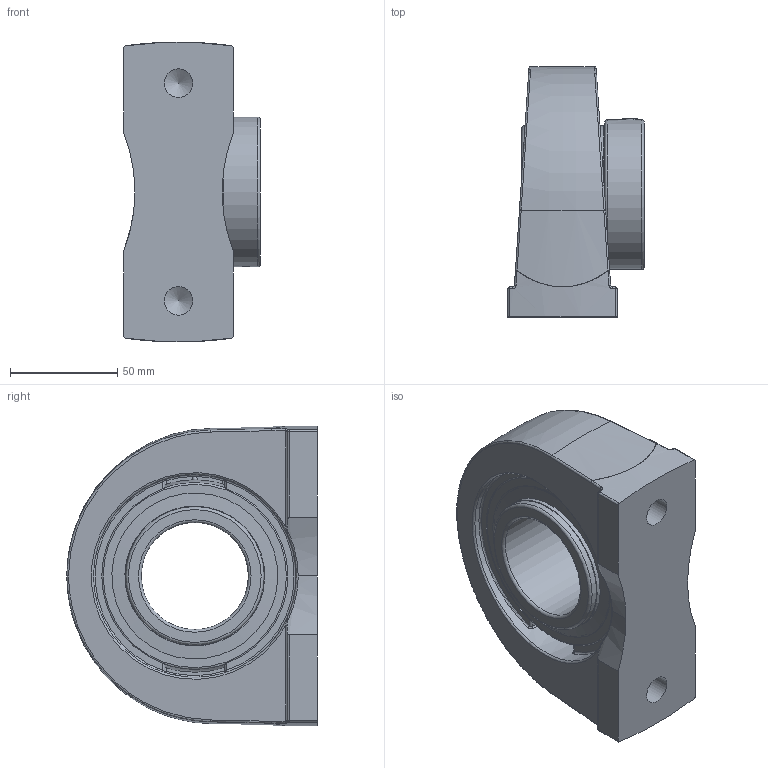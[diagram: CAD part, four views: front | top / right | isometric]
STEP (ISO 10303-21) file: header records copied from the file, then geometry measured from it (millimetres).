
FILE_DESCRIPTION(('HOOPS Exchange Step'),'2;1');
FILE_NAME('export-8907036F-CC25-481E-B003-B6866BB7B644.stp','2020-05-20T14:32:37-07:00',('dkerr'),('Alibre'),'HOOPS Exchange 2020.0','Alibre','Unknown authorisation');
FILE_SCHEMA( ('AP242_MANAGED_MODEL_BASED_3D_ENGINEERING_MIM_LF {1 0 10303 442 1 1 4 }') );
Length unit declared in the file: inch
Products named in the file (8): MRN SPAM 210 L4L; SNC 210 (Ball Bearing); SNC 210 (Shield); SNC 210 (Setscrew); SNC 210 (Collar); SNC 210 L4L (50mm) (Race); MRN SNC 210 L4L (50mm); MRN SNCSPAM 210 L4L (50mm)
Assembly tree (8 placements, depth 3):
  MRN SNCSPAM 210 L4L (50mm)
    MRN SPAM 210 L4L
    MRN SNC 210 L4L (50mm)
      SNC 210 (Ball Bearing)
      SNC 210 (Shield)  x2
      SNC 210 (Setscrew)
      SNC 210 (Collar)
      SNC 210 L4L (50mm) (Race)
Bounding box: 63.59 x 117 x 140 mm (x, y, z)
Volume: 421380.2 mm3; surface area: 105637.3 mm2
Topology: 17 solids, 17 shells, 180 faces, 473 edges, 299 vertices
Faces by surface type: cylinder 52, plane 42, bspline 26, sphere 24, torus 22, cone 14
Full cylindrical faces by diameter (mm): 6.782 x3, 13.386 x2, 50 x2, 59.385 x2, 64.516 x4, 65.278 x2, 69.901 x1, 76.2 x2, 77.47 x2, 94.741 x2, 100.1 x1
Entity records: 10895 total; most frequent: CARTESIAN_POINT 6563, DIRECTION 894, ORIENTED_EDGE 838, EDGE_CURVE 419, AXIS2_PLACEMENT_3D 393, VERTEX_POINT 285, CIRCLE 209, EDGE_LOOP 192
